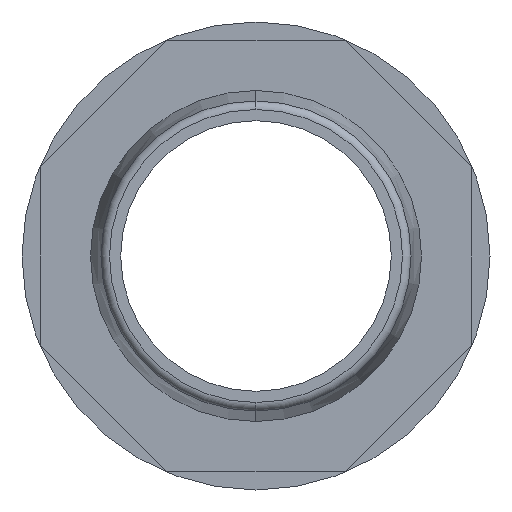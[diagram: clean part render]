
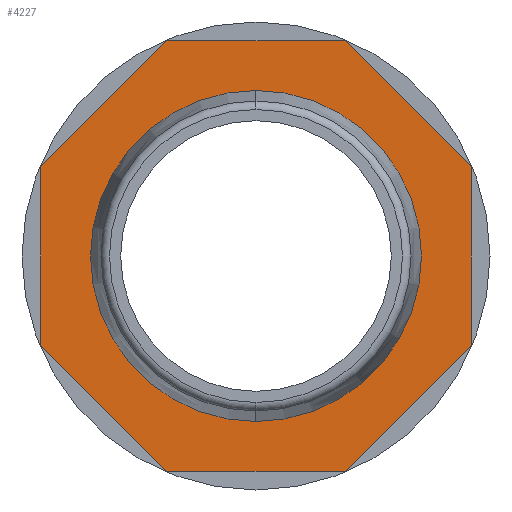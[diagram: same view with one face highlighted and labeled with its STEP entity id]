
A CAD part, left-side view. The second image highlights one B-rep face of the part: STEP entity #4227.
In plain terms, the highlighted planar face has unit normal (-1, 0, 0).
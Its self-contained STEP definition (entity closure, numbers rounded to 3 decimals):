
#110 = VERTEX_POINT ( 'NONE', #1117 ) ;
#123 = VERTEX_POINT ( 'NONE', #1130 ) ;
#260 = EDGE_CURVE ( 'NONE', #110, #123, #1329, .T. ) ;
#330 = EDGE_CURVE ( 'NONE', #123, #110, #1369, .T. ) ;
#331 = EDGE_CURVE ( 'NONE', #3234, #3241, #2121, .T. ) ;
#332 = EDGE_CURVE ( 'NONE', #3241, #3231, #2167, .T. ) ;
#333 = EDGE_CURVE ( 'NONE', #3231, #453, #2174, .T. ) ;
#334 = EDGE_CURVE ( 'NONE', #453, #3232, #2177, .T. ) ;
#335 = EDGE_CURVE ( 'NONE', #3232, #452, #2180, .T. ) ;
#336 = EDGE_CURVE ( 'NONE', #452, #3243, #2183, .T. ) ;
#337 = EDGE_CURVE ( 'NONE', #3243, #3244, #2186, .T. ) ;
#338 = EDGE_CURVE ( 'NONE', #3244, #3234, #2189, .T. ) ;
#452 = VERTEX_POINT ( 'NONE', #5602 ) ;
#453 = VERTEX_POINT ( 'NONE', #5611 ) ;
#1117 = CARTESIAN_POINT ( 'NONE',  ( -32.85, 0., 19.2 ) ) ;
#1130 = CARTESIAN_POINT ( 'NONE',  ( -32.85, 0., -19.2 ) ) ;
#1204 = ORIENTED_EDGE ( 'NONE', *, *, #260, .F. ) ;
#1205 = ORIENTED_EDGE ( 'NONE', *, *, #330, .F. ) ;
#1206 = ORIENTED_EDGE ( 'NONE', *, *, #331, .T. ) ;
#1207 = ORIENTED_EDGE ( 'NONE', *, *, #332, .T. ) ;
#1208 = ORIENTED_EDGE ( 'NONE', *, *, #333, .T. ) ;
#1209 = ORIENTED_EDGE ( 'NONE', *, *, #334, .T. ) ;
#1210 = ORIENTED_EDGE ( 'NONE', *, *, #335, .T. ) ;
#1211 = ORIENTED_EDGE ( 'NONE', *, *, #336, .T. ) ;
#1212 = ORIENTED_EDGE ( 'NONE', *, *, #337, .T. ) ;
#1213 = ORIENTED_EDGE ( 'NONE', *, *, #338, .T. ) ;
#1329 = CIRCLE ( 'NONE', #1334, 19.2 ) ;
#1334 = AXIS2_PLACEMENT_3D ( 'NONE', #4075, #4076, #4077 ) ;
#1369 = CIRCLE ( 'NONE', #1372, 19.2 ) ;
#1372 = AXIS2_PLACEMENT_3D ( 'NONE', #2168, #2169, #2170 ) ;
#1373 = VECTOR ( 'NONE', #2173, 1000. ) ;
#1374 = VECTOR ( 'NONE', #2171, 1000. ) ;
#1376 = VECTOR ( 'NONE', #2176, 1000. ) ;
#1377 = VECTOR ( 'NONE', #2179, 1000. ) ;
#1378 = VECTOR ( 'NONE', #2182, 1000. ) ;
#1379 = VECTOR ( 'NONE', #2185, 1000. ) ;
#1380 = VECTOR ( 'NONE', #2188, 1000. ) ;
#1381 = VECTOR ( 'NONE', #2191, 1000. ) ;
#1481 = AXIS2_PLACEMENT_3D ( 'NONE', #5889, #5897, #5898 ) ;
#2120 = CARTESIAN_POINT ( 'NONE',  ( -32.85, 10.355, 25. ) ) ;
#2121 = LINE ( 'NONE', #2120, #1374 ) ;
#2167 = LINE ( 'NONE', #2172, #1373 ) ;
#2168 = CARTESIAN_POINT ( 'NONE',  ( -32.85, 0., 0. ) ) ;
#2169 = DIRECTION ( 'NONE',  ( -1., 0., 0. ) ) ;
#2170 = DIRECTION ( 'NONE',  ( 0., 0., 1. ) ) ;
#2171 = DIRECTION ( 'NONE',  ( 0., 0.707, -0.707 ) ) ;
#2172 = CARTESIAN_POINT ( 'NONE',  ( -32.85, 25., 10.355 ) ) ;
#2173 = DIRECTION ( 'NONE',  ( 0., 0., -1. ) ) ;
#2174 = LINE ( 'NONE', #2175, #1376 ) ;
#2175 = CARTESIAN_POINT ( 'NONE',  ( -32.85, 25., -10.355 ) ) ;
#2176 = DIRECTION ( 'NONE',  ( 0., -0.707, -0.707 ) ) ;
#2177 = LINE ( 'NONE', #2178, #1377 ) ;
#2178 = CARTESIAN_POINT ( 'NONE',  ( -32.85, 10.355, -25. ) ) ;
#2179 = DIRECTION ( 'NONE',  ( 0., -1., 0. ) ) ;
#2180 = LINE ( 'NONE', #2181, #1378 ) ;
#2181 = CARTESIAN_POINT ( 'NONE',  ( -32.85, -10.355, -25. ) ) ;
#2182 = DIRECTION ( 'NONE',  ( 0., -0.707, 0.707 ) ) ;
#2183 = LINE ( 'NONE', #2184, #1379 ) ;
#2184 = CARTESIAN_POINT ( 'NONE',  ( -32.85, -25., -10.355 ) ) ;
#2185 = DIRECTION ( 'NONE',  ( 0., 0., 1. ) ) ;
#2186 = LINE ( 'NONE', #2187, #1380 ) ;
#2187 = CARTESIAN_POINT ( 'NONE',  ( -32.85, -25., 10.355 ) ) ;
#2188 = DIRECTION ( 'NONE',  ( 0., 0.707, 0.707 ) ) ;
#2189 = LINE ( 'NONE', #2190, #1381 ) ;
#2190 = CARTESIAN_POINT ( 'NONE',  ( -32.85, -10.355, 25. ) ) ;
#2191 = DIRECTION ( 'NONE',  ( 0., 1., 0. ) ) ;
#2780 = EDGE_LOOP ( 'NONE', ( #1206, #1207, #1208, #1209, #1210, #1211, #1212, #1213 ) ) ;
#2783 = EDGE_LOOP ( 'NONE', ( #1204, #1205 ) ) ;
#3231 = VERTEX_POINT ( 'NONE', #5857 ) ;
#3232 = VERTEX_POINT ( 'NONE', #5858 ) ;
#3234 = VERTEX_POINT ( 'NONE', #5860 ) ;
#3241 = VERTEX_POINT ( 'NONE', #5865 ) ;
#3243 = VERTEX_POINT ( 'NONE', #5867 ) ;
#3244 = VERTEX_POINT ( 'NONE', #5868 ) ;
#4075 = CARTESIAN_POINT ( 'NONE',  ( -32.85, 0., 0. ) ) ;
#4076 = DIRECTION ( 'NONE',  ( -1., 0., 0. ) ) ;
#4077 = DIRECTION ( 'NONE',  ( 0., 0., 1. ) ) ;
#4227 = ADVANCED_FACE ( 'NONE', ( #5894, #5890 ), #5895, .F. ) ;
#5602 = CARTESIAN_POINT ( 'NONE',  ( -32.85, -25., -10.355 ) ) ;
#5611 = CARTESIAN_POINT ( 'NONE',  ( -32.85, 10.355, -25. ) ) ;
#5857 = CARTESIAN_POINT ( 'NONE',  ( -32.85, 25., -10.355 ) ) ;
#5858 = CARTESIAN_POINT ( 'NONE',  ( -32.85, -10.355, -25. ) ) ;
#5860 = CARTESIAN_POINT ( 'NONE',  ( -32.85, 10.355, 25. ) ) ;
#5865 = CARTESIAN_POINT ( 'NONE',  ( -32.85, 25., 10.355 ) ) ;
#5867 = CARTESIAN_POINT ( 'NONE',  ( -32.85, -25., 10.355 ) ) ;
#5868 = CARTESIAN_POINT ( 'NONE',  ( -32.85, -10.355, 25. ) ) ;
#5889 = CARTESIAN_POINT ( 'NONE',  ( -32.85, 27.06, 0. ) ) ;
#5890 = FACE_OUTER_BOUND ( 'NONE', #2780, .T. ) ;
#5894 = FACE_BOUND ( 'NONE', #2783, .T. ) ;
#5895 = PLANE ( 'NONE',  #1481 ) ;
#5897 = DIRECTION ( 'NONE',  ( 1., 0., 0. ) ) ;
#5898 = DIRECTION ( 'NONE',  ( 0., 0., -1. ) ) ;
